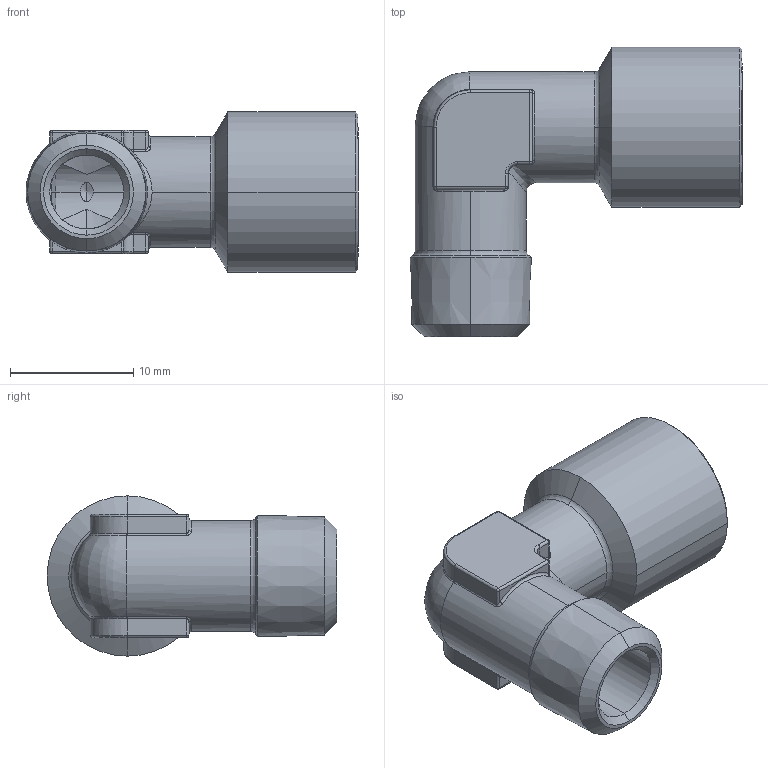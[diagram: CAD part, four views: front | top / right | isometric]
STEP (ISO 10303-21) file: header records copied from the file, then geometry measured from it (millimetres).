
FILE_DESCRIPTION (( 'STEP AP203' ), '1' );
FILE_NAME ('002-X306.STEP', '2013-10-30T15:45:32', ( 'Gabriele' ), ( '' ), 'SwSTEP 2.0', 'SolidWorks 2011', '' );
FILE_SCHEMA (( 'CONFIG_CONTROL_DESIGN' ));
Length unit declared in the file: millimetre
Products named in the file (1): 002-X306
Bounding box: 26.93 x 23.5 x 13 mm (x, y, z)
Volume: 1928.7 mm3; surface area: 2273.5 mm2
Topology: 1 solids, 1 shells, 130 faces, 308 edges, 168 vertices
Faces by surface type: cylinder 48, cone 24, bspline 22, plane 16, torus 12, sphere 8
Entity records: 4295 total; most frequent: CARTESIAN_POINT 1460, ORIENTED_EDGE 592, DIRECTION 576, EDGE_CURVE 296, AXIS2_PLACEMENT_3D 238, VERTEX_POINT 168, EDGE_LOOP 132, ADVANCED_FACE 130
